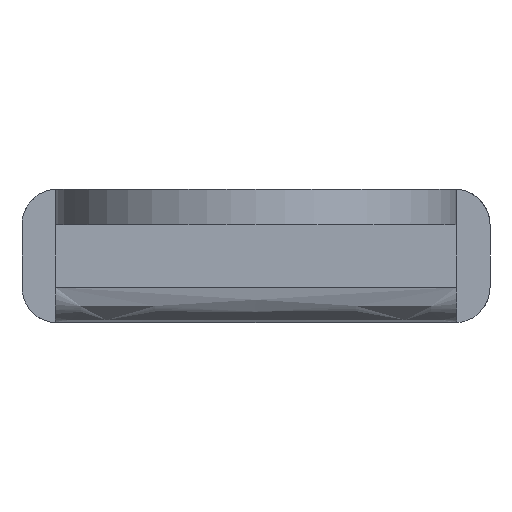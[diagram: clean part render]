
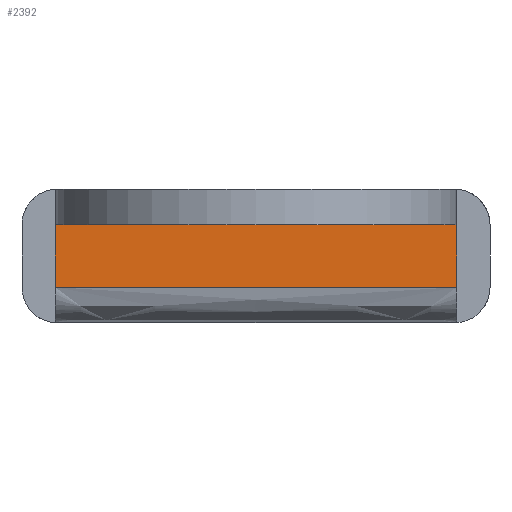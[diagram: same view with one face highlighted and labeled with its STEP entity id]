
A CAD part, left-side view. The second image highlights one B-rep face of the part: STEP entity #2392.
In plain terms, the highlighted free-form (B-spline) face has degree [1, 1] with [2, 2] control points.
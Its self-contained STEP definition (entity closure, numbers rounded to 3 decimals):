
#1402=CARTESIAN_POINT('',(-10.5,9.0,1.6));
#1403=VERTEX_POINT('',#1402);
#1404=CARTESIAN_POINT('',(-10.5,-9.0,1.6));
#1405=VERTEX_POINT('',#1404);
#1406=CARTESIAN_POINT('',(-10.5,9.0,1.6));
#1407=CARTESIAN_POINT('',(-10.5,-9.0,1.6));
#1408=QUASI_UNIFORM_CURVE('',1,(#1406,#1407),.UNSPECIFIED.,.F.,.U.);
#1409=EDGE_CURVE('',#1403,#1405,#1408,.T.);
#2116=CARTESIAN_POINT('',(-10.5,-9.0,4.4));
#2117=VERTEX_POINT('',#2116);
#2118=CARTESIAN_POINT('',(-10.5,9.0,4.4));
#2119=VERTEX_POINT('',#2118);
#2120=CARTESIAN_POINT('',(-10.5,-9.0,4.4));
#2121=CARTESIAN_POINT('',(-10.5,9.0,4.4));
#2122=QUASI_UNIFORM_CURVE('',1,(#2120,#2121),.UNSPECIFIED.,.F.,.U.);
#2123=EDGE_CURVE('',#2117,#2119,#2122,.T.);
#2373=CARTESIAN_POINT('',(-10.5,-9.899,1.46));
#2374=CARTESIAN_POINT('',(-10.5,-9.899,4.54));
#2375=CARTESIAN_POINT('',(-10.5,9.899,1.46));
#2376=CARTESIAN_POINT('',(-10.5,9.899,4.54));
#2377=B_SPLINE_SURFACE_WITH_KNOTS('',1,1,((#2373,#2375),(#2374,#2376)),.UNSPECIFIED.,.F.,.F.,.U.,(2,2),(2,2),(0.0,3.08),(0.0,19.798),.UNSPECIFIED.);
#2378=CARTESIAN_POINT('',(-10.5,9.0,4.4));
#2379=CARTESIAN_POINT('',(-10.5,9.0,1.6));
#2380=QUASI_UNIFORM_CURVE('',1,(#2378,#2379),.UNSPECIFIED.,.F.,.U.);
#2381=EDGE_CURVE('',#2119,#1403,#2380,.T.);
#2382=ORIENTED_EDGE('',*,*,#2381,.T.);
#2383=ORIENTED_EDGE('',*,*,#1409,.T.);
#2384=CARTESIAN_POINT('',(-10.5,-9.0,4.4));
#2385=CARTESIAN_POINT('',(-10.5,-9.0,1.6));
#2386=QUASI_UNIFORM_CURVE('',1,(#2384,#2385),.UNSPECIFIED.,.F.,.U.);
#2387=EDGE_CURVE('',#2117,#1405,#2386,.T.);
#2388=ORIENTED_EDGE('',*,*,#2387,.F.);
#2389=ORIENTED_EDGE('',*,*,#2123,.T.);
#2390=EDGE_LOOP('',(#2382,#2383,#2388,#2389));
#2391=FACE_OUTER_BOUND('',#2390,.T.);
#2392=ADVANCED_FACE('',(#2391),#2377,.T.);
